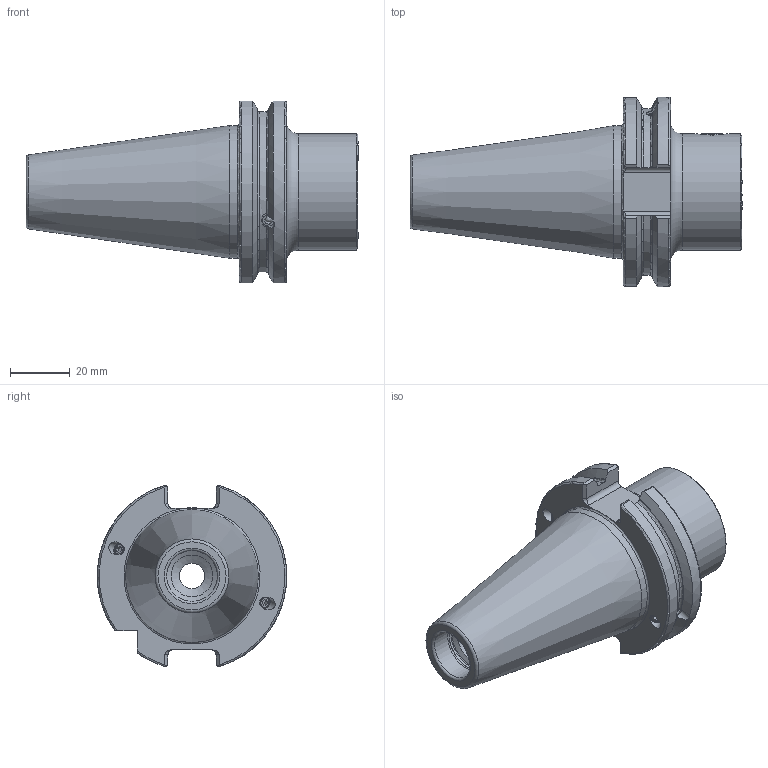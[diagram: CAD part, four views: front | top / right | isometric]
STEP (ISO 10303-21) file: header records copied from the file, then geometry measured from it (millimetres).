
FILE_DESCRIPTION (( 'STEP AP214' ), '1' );
FILE_NAME ('SB4.ST4.K01.043.STEP', '2020-04-15T12:07:31', ( '' ), ( '' ), 'SwSTEP 2.0', 'SolidWorks 2017', '' );
FILE_SCHEMA (( 'AUTOMOTIVE_DESIGN' ));
Length unit declared in the file: millimetre
Products named in the file (6): ST4-ER1.001.011_A; ISO 4026 - M4 x 4_PreviewCfg; ISO 4026 - M5 x 4; SB4.ST4.K01.043; KVT_MB_600_040; SB4-ST4.K01.043_B_mit Bundk”lung
Assembly tree (7 placements, depth 2):
  SB4.ST4.K01.043
    SB4-ST4.K01.043_B_mit Bundk”lung
    ST4-ER1.001.011_A
    ISO 4026 - M5 x 4
    KVT_MB_600_040  x2
    ISO 4026 - M4 x 4_PreviewCfg  x2
Bounding box: 111.25 x 63.5 x 60.94 mm (x, y, z)
Volume: 122135.2 mm3; surface area: 25715.6 mm2
Topology: 9 solids, 9 shells, 218 faces, 553 edges, 345 vertices
Faces by surface type: plane 87, cone 52, cylinder 51, torus 24, bspline 2, sphere 2
Full cylindrical faces by diameter (mm): 3 x2, 3.3 x4, 4 x9, 4.2 x2, 5 x1, 7.25 x1, 8 x1, 8.5 x1, 14 x1, 17 x1, 17.45 x1, 22 x1, 23 x1, 39 x1, 44.45 x1
Entity records: 6385 total; most frequent: CARTESIAN_POINT 1965, DIRECTION 810, ORIENTED_EDGE 808, EDGE_CURVE 404, AXIS2_PLACEMENT_3D 324, VERTEX_POINT 288, EDGE_LOOP 266, FACE_OUTER_BOUND 220
